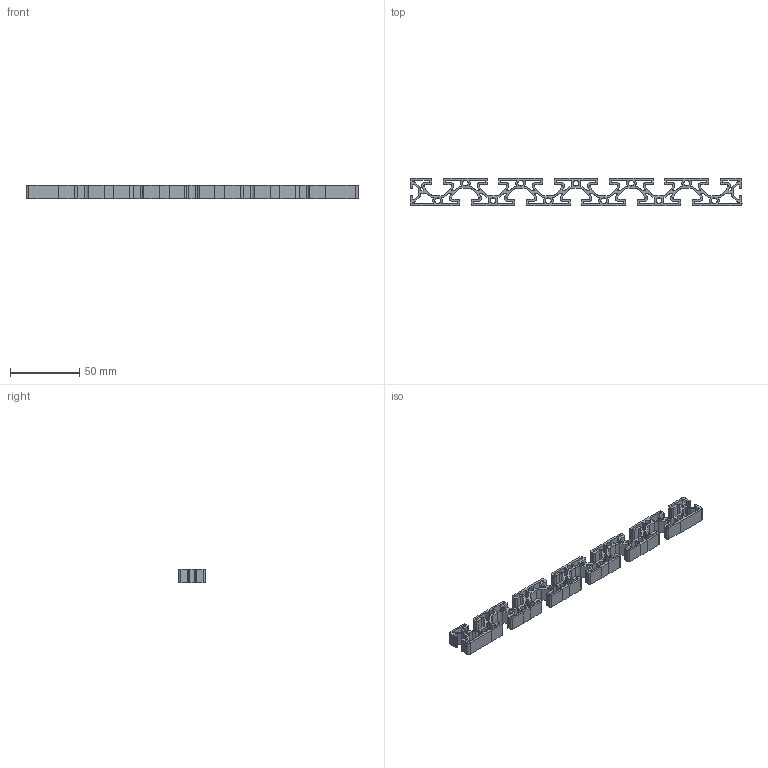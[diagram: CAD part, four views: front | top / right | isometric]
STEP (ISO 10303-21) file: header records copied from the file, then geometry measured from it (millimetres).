
FILE_DESCRIPTION((''),'2;1');
FILE_NAME('SP3600N-A.stp','2010-04-01T10:22:25',('Hans Feuerhake'),(''),'Autodesk Inventor 2010','Autodesk Inventor 2010','');
FILE_SCHEMA(('AUTOMOTIVE_DESIGN { 1 0 10303 214 1 1 1 1 }'));
Length unit declared in the file: millimetre
Products named in the file (1): SP3600N-A
Bounding box: 240 x 20 x 10 mm (x, y, z)
Volume: 16848.4 mm3; surface area: 23233.6 mm2
Topology: 1 solids, 1 shells, 609 faces, 1821 edges, 1214 vertices
Faces by surface type: cylinder 399, plane 210
Full cylindrical faces by diameter (mm): 4 x11
Entity records: 20964 total; most frequent: DIRECTION 3828, CARTESIAN_POINT 3634, ORIENTED_EDGE 3620, EDGE_CURVE 1810, AXIS2_PLACEMENT_3D 1408, VERTEX_POINT 1214, VECTOR 1012, LINE 1012
